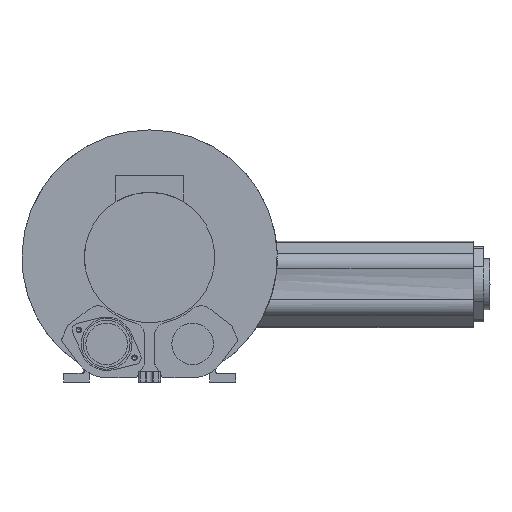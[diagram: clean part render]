
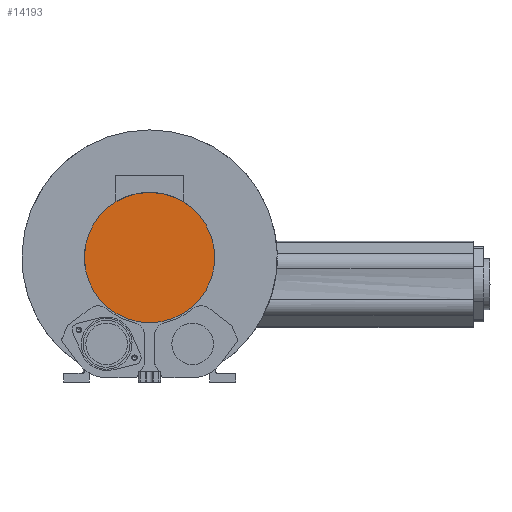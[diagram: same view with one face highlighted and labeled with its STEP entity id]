
A CAD part, front view. The second image highlights one B-rep face of the part: STEP entity #14193.
In plain terms, the highlighted planar face has unit normal (0, -1, 0).
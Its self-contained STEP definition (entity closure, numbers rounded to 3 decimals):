
#205=CIRCLE('',#14870,157.);
#1855=FACE_OUTER_BOUND('',#2691,.T.);
#2691=EDGE_LOOP('',(#12294));
#6494=VERTEX_POINT('',#24880);
#8421=EDGE_CURVE('',#6494,#6494,#205,.T.);
#12294=ORIENTED_EDGE('',*,*,#8421,.F.);
#12712=PLANE('',#14881);
#14193=ADVANCED_FACE('',(#1855),#12712,.F.);
#14870=AXIS2_PLACEMENT_3D('',#24881,#17458,#17459);
#14881=AXIS2_PLACEMENT_3D('',#24911,#17490,#17491);
#17458=DIRECTION('center_axis',(0.,1.,0.));
#17459=DIRECTION('ref_axis',(0.,0.,
-1.));
#17490=DIRECTION('center_axis',(0.,1.,0.));
#17491=DIRECTION('ref_axis',(0.,0.,-1.));
#24880=CARTESIAN_POINT('',(-27.826,-562.984,-128.867));
#24881=CARTESIAN_POINT('Origin',(-27.826,-562.984,-285.867));
#24911=CARTESIAN_POINT('Origin',(-27.826,-562.984,-285.867));
